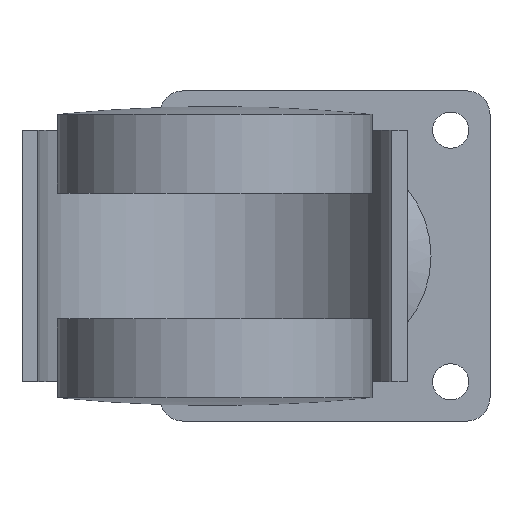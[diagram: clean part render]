
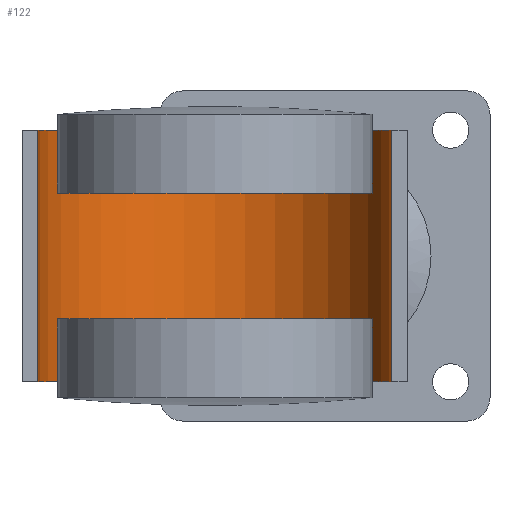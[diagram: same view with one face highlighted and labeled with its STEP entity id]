
A CAD part, front view. The second image highlights one B-rep face of the part: STEP entity #122.
In plain terms, the highlighted cylindrical face has radius 22.5 mm (diameter 45 mm), a partial arc.
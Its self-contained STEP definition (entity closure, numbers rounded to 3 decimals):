
#38 = EDGE_CURVE ( 'NONE', #698, #139, #287, .T. ) ;
#95 = ORIENTED_EDGE ( 'NONE', *, *, #1102, .T. ) ;
#122 = ADVANCED_FACE ( 'NONE', ( #1148 ), #1695, .F. ) ;
#139 = VERTEX_POINT ( 'NONE', #1654 ) ;
#218 = VECTOR ( 'NONE', #598, 1000. ) ;
#279 = LINE ( 'NONE', #1126, #2164 ) ;
#287 = CIRCLE ( 'NONE', #1531, 22.5 ) ;
#384 = DIRECTION ( 'NONE',  ( -1., 0., 0. ) ) ;
#414 = CARTESIAN_POINT ( 'NONE',  ( 22.5, 0., 16. ) ) ;
#440 = AXIS2_PLACEMENT_3D ( 'NONE', #1326, #496, #2165 ) ;
#496 = DIRECTION ( 'NONE',  ( 0., 0., -1. ) ) ;
#585 = EDGE_LOOP ( 'NONE', ( #95, #1336, #2137, #713 ) ) ;
#589 = CARTESIAN_POINT ( 'NONE',  ( 0., 0., 16. ) ) ;
#598 = DIRECTION ( 'NONE',  ( 0., 0., -1. ) ) ;
#698 = VERTEX_POINT ( 'NONE', #1633 ) ;
#711 = VERTEX_POINT ( 'NONE', #1288 ) ;
#713 = ORIENTED_EDGE ( 'NONE', *, *, #750, .T. ) ;
#750 = EDGE_CURVE ( 'NONE', #698, #711, #279, .T. ) ;
#931 = CARTESIAN_POINT ( 'NONE',  ( 0., 0., -16. ) ) ;
#1083 = EDGE_CURVE ( 'NONE', #139, #1520, #1916, .T. ) ;
#1101 = DIRECTION ( 'NONE',  ( -1., 0., 0. ) ) ;
#1102 = EDGE_CURVE ( 'NONE', #711, #1520, #1570, .T. ) ;
#1119 = CARTESIAN_POINT ( 'NONE',  ( 22.5, 0., -16. ) ) ;
#1126 = CARTESIAN_POINT ( 'NONE',  ( -22.5, 0., 16. ) ) ;
#1136 = DIRECTION ( 'NONE',  ( 0., 0., -1. ) ) ;
#1148 = FACE_OUTER_BOUND ( 'NONE', #585, .T. ) ;
#1288 = CARTESIAN_POINT ( 'NONE',  ( -22.5, 0., -16. ) ) ;
#1326 = CARTESIAN_POINT ( 'NONE',  ( 0., 0., 16. ) ) ;
#1336 = ORIENTED_EDGE ( 'NONE', *, *, #1083, .F. ) ;
#1487 = DIRECTION ( 'NONE',  ( 0., 0., -1. ) ) ;
#1520 = VERTEX_POINT ( 'NONE', #1119 ) ;
#1531 = AXIS2_PLACEMENT_3D ( 'NONE', #589, #1136, #384 ) ;
#1570 = CIRCLE ( 'NONE', #1643, 22.5 ) ;
#1599 = DIRECTION ( 'NONE',  ( 0., 0., -1. ) ) ;
#1633 = CARTESIAN_POINT ( 'NONE',  ( -22.5, 0., 16. ) ) ;
#1643 = AXIS2_PLACEMENT_3D ( 'NONE', #931, #1599, #1101 ) ;
#1654 = CARTESIAN_POINT ( 'NONE',  ( 22.5, 0., 16. ) ) ;
#1695 = CYLINDRICAL_SURFACE ( 'NONE', #440, 22.5 ) ;
#1916 = LINE ( 'NONE', #414, #218 ) ;
#2137 = ORIENTED_EDGE ( 'NONE', *, *, #38, .F. ) ;
#2164 = VECTOR ( 'NONE', #1487, 1000. ) ;
#2165 = DIRECTION ( 'NONE',  ( -1., 0., 0. ) ) ;
